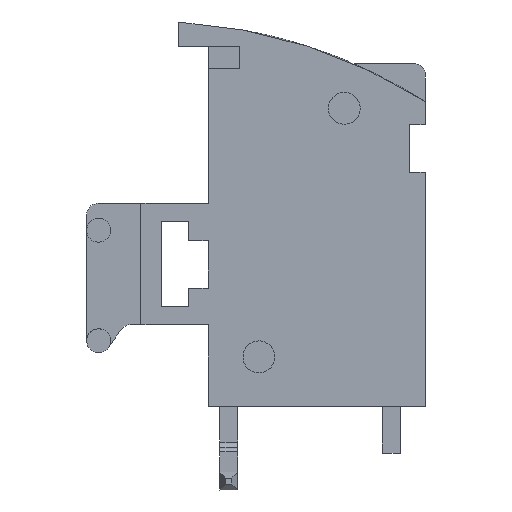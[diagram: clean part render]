
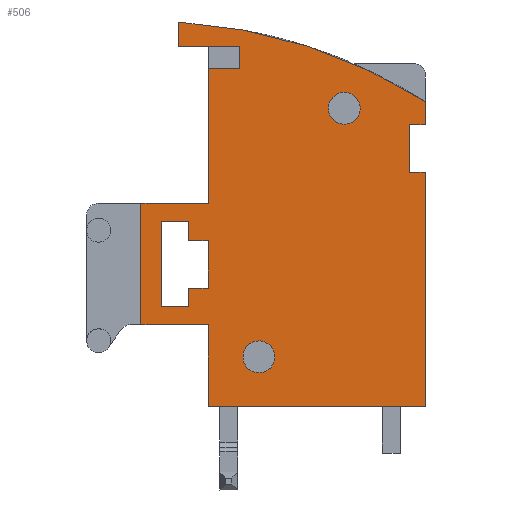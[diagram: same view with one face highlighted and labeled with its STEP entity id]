
A CAD part, left-side view. The second image highlights one B-rep face of the part: STEP entity #506.
In plain terms, the highlighted planar face has unit normal (-1, 0, 0).
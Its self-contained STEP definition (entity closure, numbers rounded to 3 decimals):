
#288=AXIS2_PLACEMENT_3D('Plane Axis2P3D',#285,#286,#287) ;
#348=AXIS2_PLACEMENT_3D('Circle Axis2P3D',#346,#347,$) ;
#472=AXIS2_PLACEMENT_3D('Circle Axis2P3D',#470,#471,$) ;
#481=AXIS2_PLACEMENT_3D('Circle Axis2P3D',#479,#480,$) ;
#490=AXIS2_PLACEMENT_3D('Circle Axis2P3D',#488,#489,$) ;
#499=AXIS2_PLACEMENT_3D('Circle Axis2P3D',#497,#498,$) ;
#64=CARTESIAN_POINT('Vertex',(0.8,0.,15.95)) ;
#67=CARTESIAN_POINT('Line Origine',(0.8,0.,10.075)) ;
#71=CARTESIAN_POINT('Vertex',(0.8,0.,4.2)) ;
#265=CARTESIAN_POINT('Line Origine',(0.8,0.4,15.95)) ;
#269=CARTESIAN_POINT('Vertex',(0.8,0.8,15.95)) ;
#285=CARTESIAN_POINT('Axis2P3D Location',(0.8,28.766,-35.77)) ;
#290=CARTESIAN_POINT('Line Origine',(0.8,12.59,14.4)) ;
#294=CARTESIAN_POINT('Vertex',(0.8,10.9,14.4)) ;
#296=CARTESIAN_POINT('Vertex',(0.8,14.28,14.4)) ;
#299=CARTESIAN_POINT('Line Origine',(0.8,14.28,11.35)) ;
#303=CARTESIAN_POINT('Vertex',(0.8,14.28,8.3)) ;
#306=CARTESIAN_POINT('Line Origine',(0.8,12.59,8.3)) ;
#310=CARTESIAN_POINT('Vertex',(0.8,10.9,8.3)) ;
#313=CARTESIAN_POINT('Line Origine',(0.8,10.9,6.25)) ;
#317=CARTESIAN_POINT('Vertex',(0.8,10.9,4.2)) ;
#320=CARTESIAN_POINT('Line Origine',(0.8,5.45,4.2)) ;
#325=CARTESIAN_POINT('Line Origine',(0.8,0.8,17.15)) ;
#329=CARTESIAN_POINT('Vertex',(0.8,0.8,18.35)) ;
#332=CARTESIAN_POINT('Line Origine',(0.8,0.4,18.35)) ;
#336=CARTESIAN_POINT('Vertex',(0.8,0.,18.35)) ;
#339=CARTESIAN_POINT('Line Origine',(0.8,0.,18.928)) ;
#343=CARTESIAN_POINT('Vertex',(0.8,0.,19.506)) ;
#346=CARTESIAN_POINT('Axis2P3D Location',(0.8,13.932,-2.446)) ;
#350=CARTESIAN_POINT('Vertex',(0.8,12.38,23.508)) ;
#353=CARTESIAN_POINT('Line Origine',(0.8,12.38,22.9)) ;
#357=CARTESIAN_POINT('Vertex',(0.8,12.38,22.292)) ;
#360=CARTESIAN_POINT('Line Origine',(0.8,10.846,22.292)) ;
#364=CARTESIAN_POINT('Vertex',(0.8,9.312,22.292)) ;
#367=CARTESIAN_POINT('Line Origine',(0.8,9.312,21.737)) ;
#371=CARTESIAN_POINT('Vertex',(0.8,9.312,21.182)) ;
#374=CARTESIAN_POINT('Line Origine',(0.8,10.106,21.182)) ;
#378=CARTESIAN_POINT('Vertex',(0.8,10.9,21.182)) ;
#381=CARTESIAN_POINT('Line Origine',(0.8,10.9,17.791)) ;
#404=CARTESIAN_POINT('Line Origine',(0.8,13.26,11.35)) ;
#408=CARTESIAN_POINT('Vertex',(0.8,13.26,13.5)) ;
#410=CARTESIAN_POINT('Vertex',(0.8,13.26,9.2)) ;
#413=CARTESIAN_POINT('Line Origine',(0.8,12.58,13.5)) ;
#417=CARTESIAN_POINT('Vertex',(0.8,11.9,13.5)) ;
#420=CARTESIAN_POINT('Line Origine',(0.8,11.9,13.016)) ;
#424=CARTESIAN_POINT('Vertex',(0.8,11.9,12.532)) ;
#427=CARTESIAN_POINT('Line Origine',(0.8,11.4,12.532)) ;
#431=CARTESIAN_POINT('Vertex',(0.8,10.9,12.532)) ;
#434=CARTESIAN_POINT('Line Origine',(0.8,10.9,11.332)) ;
#438=CARTESIAN_POINT('Vertex',(0.8,10.9,10.132)) ;
#441=CARTESIAN_POINT('Line Origine',(0.8,11.4,10.132)) ;
#445=CARTESIAN_POINT('Vertex',(0.8,11.9,10.132)) ;
#448=CARTESIAN_POINT('Line Origine',(0.8,11.9,9.666)) ;
#452=CARTESIAN_POINT('Vertex',(0.8,11.9,9.2)) ;
#455=CARTESIAN_POINT('Line Origine',(0.8,12.58,9.2)) ;
#470=CARTESIAN_POINT('Axis2P3D Location',(0.8,8.358,6.687)) ;
#474=CARTESIAN_POINT('Vertex',(0.8,9.011,6.226)) ;
#476=CARTESIAN_POINT('Vertex',(0.8,7.704,7.149)) ;
#479=CARTESIAN_POINT('Axis2P3D Location',(0.8,8.358,6.687)) ;
#488=CARTESIAN_POINT('Axis2P3D Location',(0.8,4.07,19.172)) ;
#492=CARTESIAN_POINT('Vertex',(0.8,4.724,18.711)) ;
#494=CARTESIAN_POINT('Vertex',(0.8,3.416,19.633)) ;
#497=CARTESIAN_POINT('Axis2P3D Location',(0.8,4.07,19.172)) ;
#68=DIRECTION('Vector Direction',(0.,0.,1.)) ;
#266=DIRECTION('Vector Direction',(0.,1.,0.)) ;
#286=DIRECTION('Axis2P3D Direction',(-1.,0.,0.)) ;
#287=DIRECTION('Axis2P3D XDirection',(0.,-0.817,0.576)) ;
#291=DIRECTION('Vector Direction',(0.,1.,0.)) ;
#300=DIRECTION('Vector Direction',(0.,0.,-1.)) ;
#307=DIRECTION('Vector Direction',(0.,-1.,0.)) ;
#314=DIRECTION('Vector Direction',(0.,0.,-1.)) ;
#321=DIRECTION('Vector Direction',(0.,-1.,0.)) ;
#326=DIRECTION('Vector Direction',(0.,0.,1.)) ;
#333=DIRECTION('Vector Direction',(0.,1.,0.)) ;
#340=DIRECTION('Vector Direction',(0.,0.,1.)) ;
#347=DIRECTION('Axis2P3D Direction',(-1.,0.,0.)) ;
#354=DIRECTION('Vector Direction',(0.,0.,-1.)) ;
#361=DIRECTION('Vector Direction',(0.,-1.,0.)) ;
#368=DIRECTION('Vector Direction',(0.,0.,-1.)) ;
#375=DIRECTION('Vector Direction',(0.,1.,0.)) ;
#382=DIRECTION('Vector Direction',(0.,0.,-1.)) ;
#405=DIRECTION('Vector Direction',(0.,0.,-1.)) ;
#414=DIRECTION('Vector Direction',(0.,1.,0.)) ;
#421=DIRECTION('Vector Direction',(0.,0.,-1.)) ;
#428=DIRECTION('Vector Direction',(0.,1.,0.)) ;
#435=DIRECTION('Vector Direction',(0.,0.,-1.)) ;
#442=DIRECTION('Vector Direction',(0.,1.,0.)) ;
#449=DIRECTION('Vector Direction',(0.,0.,-1.)) ;
#456=DIRECTION('Vector Direction',(0.,-1.,0.)) ;
#471=DIRECTION('Axis2P3D Direction',(-1.,0.,0.)) ;
#480=DIRECTION('Axis2P3D Direction',(-1.,0.,0.)) ;
#489=DIRECTION('Axis2P3D Direction',(-1.,0.,0.)) ;
#498=DIRECTION('Axis2P3D Direction',(-1.,0.,0.)) ;
#69=VECTOR('Line Direction',#68,1.) ;
#267=VECTOR('Line Direction',#266,1.) ;
#292=VECTOR('Line Direction',#291,1.) ;
#301=VECTOR('Line Direction',#300,1.) ;
#308=VECTOR('Line Direction',#307,1.) ;
#315=VECTOR('Line Direction',#314,1.) ;
#322=VECTOR('Line Direction',#321,1.) ;
#327=VECTOR('Line Direction',#326,1.) ;
#334=VECTOR('Line Direction',#333,1.) ;
#341=VECTOR('Line Direction',#340,1.) ;
#355=VECTOR('Line Direction',#354,1.) ;
#362=VECTOR('Line Direction',#361,1.) ;
#369=VECTOR('Line Direction',#368,1.) ;
#376=VECTOR('Line Direction',#375,1.) ;
#383=VECTOR('Line Direction',#382,1.) ;
#406=VECTOR('Line Direction',#405,1.) ;
#415=VECTOR('Line Direction',#414,1.) ;
#422=VECTOR('Line Direction',#421,1.) ;
#429=VECTOR('Line Direction',#428,1.) ;
#436=VECTOR('Line Direction',#435,1.) ;
#443=VECTOR('Line Direction',#442,1.) ;
#450=VECTOR('Line Direction',#449,1.) ;
#457=VECTOR('Line Direction',#456,1.) ;
#387=ORIENTED_EDGE('',*,*,#298,.T.) ;
#388=ORIENTED_EDGE('',*,*,#305,.T.) ;
#389=ORIENTED_EDGE('',*,*,#312,.T.) ;
#390=ORIENTED_EDGE('',*,*,#319,.F.) ;
#391=ORIENTED_EDGE('',*,*,#324,.T.) ;
#392=ORIENTED_EDGE('',*,*,#73,.T.) ;
#393=ORIENTED_EDGE('',*,*,#271,.T.) ;
#394=ORIENTED_EDGE('',*,*,#331,.T.) ;
#395=ORIENTED_EDGE('',*,*,#338,.F.) ;
#396=ORIENTED_EDGE('',*,*,#345,.T.) ;
#397=ORIENTED_EDGE('',*,*,#352,.T.) ;
#398=ORIENTED_EDGE('',*,*,#359,.T.) ;
#399=ORIENTED_EDGE('',*,*,#366,.T.) ;
#400=ORIENTED_EDGE('',*,*,#373,.T.) ;
#401=ORIENTED_EDGE('',*,*,#380,.T.) ;
#402=ORIENTED_EDGE('',*,*,#385,.T.) ;
#461=ORIENTED_EDGE('',*,*,#412,.F.) ;
#462=ORIENTED_EDGE('',*,*,#419,.F.) ;
#463=ORIENTED_EDGE('',*,*,#426,.T.) ;
#464=ORIENTED_EDGE('',*,*,#433,.F.) ;
#465=ORIENTED_EDGE('',*,*,#440,.F.) ;
#466=ORIENTED_EDGE('',*,*,#447,.T.) ;
#467=ORIENTED_EDGE('',*,*,#454,.T.) ;
#468=ORIENTED_EDGE('',*,*,#459,.F.) ;
#485=ORIENTED_EDGE('',*,*,#478,.F.) ;
#486=ORIENTED_EDGE('',*,*,#483,.F.) ;
#503=ORIENTED_EDGE('',*,*,#496,.F.) ;
#504=ORIENTED_EDGE('',*,*,#501,.F.) ;
#469=FACE_BOUND('',#460,.T.) ;
#487=FACE_BOUND('',#484,.T.) ;
#505=FACE_BOUND('',#502,.T.) ;
#506=ADVANCED_FACE('GEHAEUSE',(#403,#469,#487,#505),#289,.T.) ;
#349=CIRCLE('generated circle',#348,26.) ;
#473=CIRCLE('generated circle',#472,0.8) ;
#482=CIRCLE('generated circle',#481,0.8) ;
#491=CIRCLE('generated circle',#490,0.8) ;
#500=CIRCLE('generated circle',#499,0.8) ;
#73=EDGE_CURVE('',#72,#65,#70,.T.) ;
#271=EDGE_CURVE('',#65,#270,#268,.T.) ;
#298=EDGE_CURVE('',#295,#297,#293,.T.) ;
#305=EDGE_CURVE('',#297,#304,#302,.T.) ;
#312=EDGE_CURVE('',#304,#311,#309,.T.) ;
#319=EDGE_CURVE('',#318,#311,#316,.F.) ;
#324=EDGE_CURVE('',#318,#72,#323,.T.) ;
#331=EDGE_CURVE('',#270,#330,#328,.T.) ;
#338=EDGE_CURVE('',#337,#330,#335,.T.) ;
#345=EDGE_CURVE('',#337,#344,#342,.T.) ;
#352=EDGE_CURVE('',#344,#351,#349,.T.) ;
#359=EDGE_CURVE('',#351,#358,#356,.T.) ;
#366=EDGE_CURVE('',#358,#365,#363,.T.) ;
#373=EDGE_CURVE('',#365,#372,#370,.T.) ;
#380=EDGE_CURVE('',#372,#379,#377,.T.) ;
#385=EDGE_CURVE('',#379,#295,#384,.T.) ;
#412=EDGE_CURVE('',#409,#411,#407,.T.) ;
#419=EDGE_CURVE('',#418,#409,#416,.T.) ;
#426=EDGE_CURVE('',#418,#425,#423,.T.) ;
#433=EDGE_CURVE('',#432,#425,#430,.T.) ;
#440=EDGE_CURVE('',#439,#432,#437,.F.) ;
#447=EDGE_CURVE('',#439,#446,#444,.T.) ;
#454=EDGE_CURVE('',#446,#453,#451,.T.) ;
#459=EDGE_CURVE('',#411,#453,#458,.T.) ;
#478=EDGE_CURVE('',#475,#477,#473,.T.) ;
#483=EDGE_CURVE('',#477,#475,#482,.T.) ;
#496=EDGE_CURVE('',#493,#495,#491,.T.) ;
#501=EDGE_CURVE('',#495,#493,#500,.T.) ;
#386=EDGE_LOOP('',(#387,#388,#389,#390,#391,#392,#393,#394,#395,#396,#397,#398,#399,#400,#401,#402)) ;
#460=EDGE_LOOP('',(#461,#462,#463,#464,#465,#466,#467,#468)) ;
#484=EDGE_LOOP('',(#485,#486)) ;
#502=EDGE_LOOP('',(#503,#504)) ;
#403=FACE_OUTER_BOUND('',#386,.T.) ;
#70=LINE('Line',#67,#69) ;
#268=LINE('Line',#265,#267) ;
#293=LINE('Line',#290,#292) ;
#302=LINE('Line',#299,#301) ;
#309=LINE('Line',#306,#308) ;
#316=LINE('Line',#313,#315) ;
#323=LINE('Line',#320,#322) ;
#328=LINE('Line',#325,#327) ;
#335=LINE('Line',#332,#334) ;
#342=LINE('Line',#339,#341) ;
#356=LINE('Line',#353,#355) ;
#363=LINE('Line',#360,#362) ;
#370=LINE('Line',#367,#369) ;
#377=LINE('Line',#374,#376) ;
#384=LINE('Line',#381,#383) ;
#407=LINE('Line',#404,#406) ;
#416=LINE('Line',#413,#415) ;
#423=LINE('Line',#420,#422) ;
#430=LINE('Line',#427,#429) ;
#437=LINE('Line',#434,#436) ;
#444=LINE('Line',#441,#443) ;
#451=LINE('Line',#448,#450) ;
#458=LINE('Line',#455,#457) ;
#289=PLANE('',#288) ;
#65=VERTEX_POINT('',#64) ;
#72=VERTEX_POINT('',#71) ;
#270=VERTEX_POINT('',#269) ;
#295=VERTEX_POINT('',#294) ;
#297=VERTEX_POINT('',#296) ;
#304=VERTEX_POINT('',#303) ;
#311=VERTEX_POINT('',#310) ;
#318=VERTEX_POINT('',#317) ;
#330=VERTEX_POINT('',#329) ;
#337=VERTEX_POINT('',#336) ;
#344=VERTEX_POINT('',#343) ;
#351=VERTEX_POINT('',#350) ;
#358=VERTEX_POINT('',#357) ;
#365=VERTEX_POINT('',#364) ;
#372=VERTEX_POINT('',#371) ;
#379=VERTEX_POINT('',#378) ;
#409=VERTEX_POINT('',#408) ;
#411=VERTEX_POINT('',#410) ;
#418=VERTEX_POINT('',#417) ;
#425=VERTEX_POINT('',#424) ;
#432=VERTEX_POINT('',#431) ;
#439=VERTEX_POINT('',#438) ;
#446=VERTEX_POINT('',#445) ;
#453=VERTEX_POINT('',#452) ;
#475=VERTEX_POINT('',#474) ;
#477=VERTEX_POINT('',#476) ;
#493=VERTEX_POINT('',#492) ;
#495=VERTEX_POINT('',#494) ;
